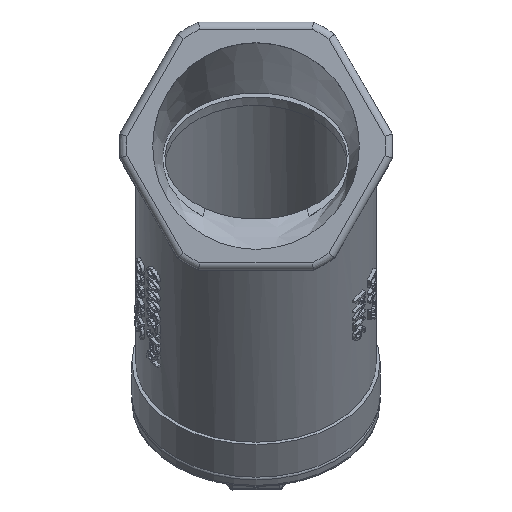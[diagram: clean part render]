
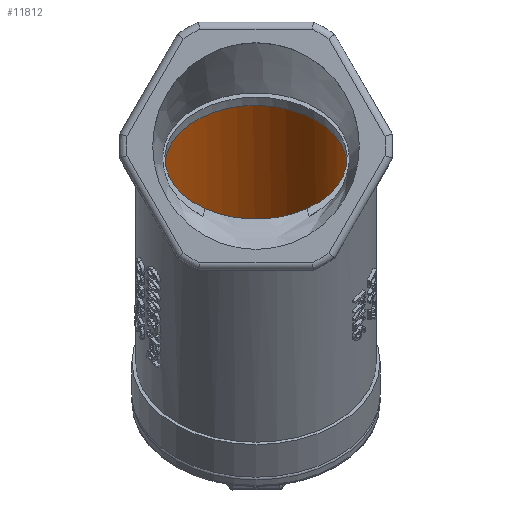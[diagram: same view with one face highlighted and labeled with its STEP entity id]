
A CAD part, top view. The second image highlights one B-rep face of the part: STEP entity #11812.
In plain terms, the highlighted cylindrical face has radius 26.5 mm (diameter 53 mm), a full revolution.
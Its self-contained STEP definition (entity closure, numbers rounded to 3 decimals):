
#2669=FACE_BOUND('',#3441,.T.);
#2735=FACE_OUTER_BOUND('',#3440,.T.);
#3440=EDGE_LOOP('',(#7476));
#3441=EDGE_LOOP('',(#7477));
#4206=CIRCLE('',#12525,26.5);
#4207=CIRCLE('',#12526,26.5);
#4603=VERTEX_POINT('',#15751);
#4604=VERTEX_POINT('',#15753);
#5722=EDGE_CURVE('',#4603,#4603,#4206,.T.);
#5723=EDGE_CURVE('',#4604,#4604,#4207,.T.);
#7476=ORIENTED_EDGE('',*,*,#5722,.F.);
#7477=ORIENTED_EDGE('',*,*,#5723,.F.);
#10967=CYLINDRICAL_SURFACE('',#12524,26.5);
#11812=ADVANCED_FACE('',(#2735,#2669),#10967,.F.);
#12524=AXIS2_PLACEMENT_3D('',#15750,#13371,#13372);
#12525=AXIS2_PLACEMENT_3D('',#15752,#13373,#13374);
#12526=AXIS2_PLACEMENT_3D('',#15754,#13375,#13376);
#13371=DIRECTION('center_axis',(0.,0.743,
0.669));
#13372=DIRECTION('ref_axis',(-0.866,0.335,-0.372));
#13373=DIRECTION('center_axis',(0.,-0.743,-0.669));
#13374=DIRECTION('ref_axis',(0.997,0.051,-0.056));
#13375=DIRECTION('center_axis',(0.,0.743,
0.669));
#13376=DIRECTION('ref_axis',(-0.866,0.335,-0.372));
#15750=CARTESIAN_POINT('Origin',(0.,-63.424,
-35.207));
#15751=CARTESIAN_POINT('',(26.424,-4.114,15.492));
#15752=CARTESIAN_POINT('Origin',(0.,-5.459,
16.985));
#15753=CARTESIAN_POINT('',(-22.95,-56.044,-46.392));
#15754=CARTESIAN_POINT('Origin',(0.,-64.91,
-36.545));
